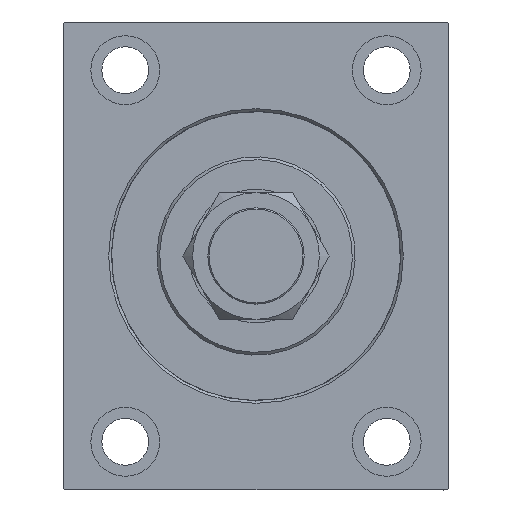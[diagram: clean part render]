
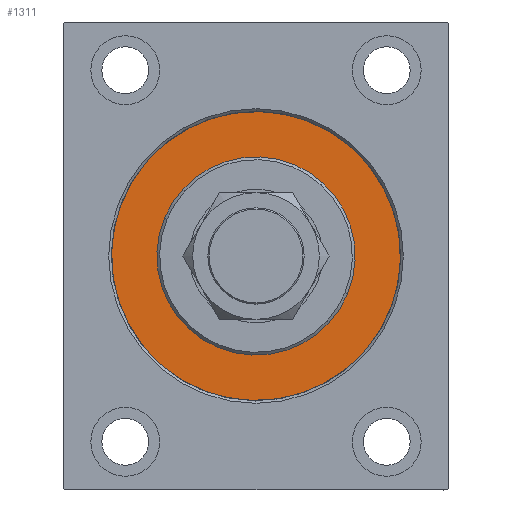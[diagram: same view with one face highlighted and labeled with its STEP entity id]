
A CAD part, left-side view. The second image highlights one B-rep face of the part: STEP entity #1311.
In plain terms, the highlighted face is planar.
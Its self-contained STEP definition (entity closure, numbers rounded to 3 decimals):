
#1311 = ADVANCED_FACE ( 'NONE', ( #10352, #35614 ), #13636, .F. ) ;
#2217 = VERTEX_POINT ( 'NONE', #19231 ) ;
#2949 = EDGE_CURVE ( 'NONE', #30416, #2217, #28738, .T. ) ;
#2978 = CIRCLE ( 'NONE', #41070, 52.5 ) ;
#3292 = AXIS2_PLACEMENT_3D ( 'NONE', #24157, #21336, #10120 ) ;
#4821 = EDGE_CURVE ( 'NONE', #38436, #5774, #32524, .T. ) ;
#5350 = CARTESIAN_POINT ( 'NONE',  ( 0., 0., -52.5 ) ) ;
#5774 = VERTEX_POINT ( 'NONE', #5350 ) ;
#7271 = CIRCLE ( 'NONE', #45346, 36. ) ;
#8105 = DIRECTION ( 'NONE',  ( 0., 0., 1. ) ) ;
#10120 = DIRECTION ( 'NONE',  ( 0., 0., 1. ) ) ;
#10276 = ORIENTED_EDGE ( 'NONE', *, *, #4821, .F. ) ;
#10352 = FACE_BOUND ( 'NONE', #39034, .T. ) ;
#13636 = PLANE ( 'NONE',  #3292 ) ;
#13709 = EDGE_CURVE ( 'NONE', #2217, #30416, #7271, .T. ) ;
#17671 = EDGE_LOOP ( 'NONE', ( #34430, #10276 ) ) ;
#17910 = CARTESIAN_POINT ( 'NONE',  ( 0., 0., 0. ) ) ;
#18606 = DIRECTION ( 'NONE',  ( 0., 0., -1. ) ) ;
#18852 = CARTESIAN_POINT ( 'NONE',  ( 0., 0., 0. ) ) ;
#19231 = CARTESIAN_POINT ( 'NONE',  ( 0., 0., -36. ) ) ;
#20974 = CARTESIAN_POINT ( 'NONE',  ( 0., 0., 0. ) ) ;
#21203 = DIRECTION ( 'NONE',  ( -1., 0., 0. ) ) ;
#21336 = DIRECTION ( 'NONE',  ( -1., 0., 0. ) ) ;
#21479 = CARTESIAN_POINT ( 'NONE',  ( 0., 0., 0. ) ) ;
#21886 = DIRECTION ( 'NONE',  ( 0., 0., 1. ) ) ;
#22025 = AXIS2_PLACEMENT_3D ( 'NONE', #17910, #43166, #18606 ) ;
#24157 = CARTESIAN_POINT ( 'NONE',  ( 0., 0., 0. ) ) ;
#25453 = DIRECTION ( 'NONE',  ( 1., 0., 0. ) ) ;
#28738 = CIRCLE ( 'NONE', #22025, 36. ) ;
#29518 = AXIS2_PLACEMENT_3D ( 'NONE', #20974, #21203, #21886 ) ;
#30416 = VERTEX_POINT ( 'NONE', #40019 ) ;
#31554 = ORIENTED_EDGE ( 'NONE', *, *, #2949, .F. ) ;
#31731 = EDGE_CURVE ( 'NONE', #5774, #38436, #2978, .T. ) ;
#32524 = CIRCLE ( 'NONE', #29518, 52.5 ) ;
#32905 = DIRECTION ( 'NONE',  ( -1., 0., 0. ) ) ;
#34430 = ORIENTED_EDGE ( 'NONE', *, *, #31731, .F. ) ;
#35614 = FACE_OUTER_BOUND ( 'NONE', #17671, .T. ) ;
#36889 = ORIENTED_EDGE ( 'NONE', *, *, #13709, .F. ) ;
#38436 = VERTEX_POINT ( 'NONE', #43615 ) ;
#39034 = EDGE_LOOP ( 'NONE', ( #31554, #36889 ) ) ;
#39732 = DIRECTION ( 'NONE',  ( 0., 0., -1. ) ) ;
#40019 = CARTESIAN_POINT ( 'NONE',  ( 0., 0., 36. ) ) ;
#41070 = AXIS2_PLACEMENT_3D ( 'NONE', #18852, #32905, #8105 ) ;
#43166 = DIRECTION ( 'NONE',  ( 1., 0., 0. ) ) ;
#43615 = CARTESIAN_POINT ( 'NONE',  ( 0., 0., 52.5 ) ) ;
#45346 = AXIS2_PLACEMENT_3D ( 'NONE', #21479, #25453, #39732 ) ;
